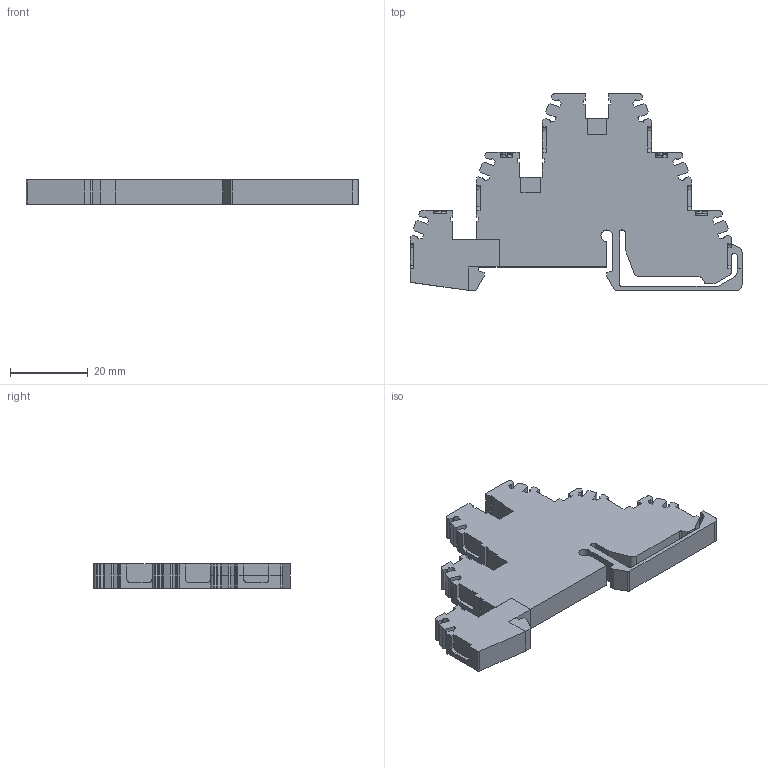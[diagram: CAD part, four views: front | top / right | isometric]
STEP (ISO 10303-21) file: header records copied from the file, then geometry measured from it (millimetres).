
FILE_DESCRIPTION((''),'2;1');
FILE_NAME('ASM0001_ASM','2022-09-21T15:10:58',('klemen.sitar'),('Audax d.o.o.'),'CREO PARAMETRIC BY PTC INC, 2021304','CREO PARAMETRIC BY PTC INC, 2021304','');
FILE_SCHEMA(('AP242_MANAGED_MODEL_BASED_3D_ENGINEERING_MIM_LF { 1 0 10303 442 1 1 4 }'));
Length unit declared in the file: millimetre
Products named in the file (4): TDE_2_GR; TLD_2_GR_1_1; 64_SCREW_1_1_1; ASM0001_ASM
Assembly tree (8 placements, depth 2):
  ASM0001_ASM
    TDE_2_GR
    TLD_2_GR_1_1
    64_SCREW_1_1_1  x6
Bounding box: 85.2 x 50.5 x 6.2 mm (x, y, z)
Volume: 14470.3 mm3; surface area: 8548.3 mm2
Topology: 9 solids, 9 shells, 582 faces, 1658 edges, 1085 vertices
Faces by surface type: plane 365, cylinder 121, cone 48, bspline 30, sphere 12, torus 6
Entity records: 18548 total; most frequent: CARTESIAN_POINT 2864, ORIENTED_EDGE 2088, DIRECTION 1942, PRESENTATION_STYLE_ASSIGNMENT 1299, STYLED_ITEM 1299, EDGE_CURVE 1044, CURVE_STYLE 930, VECTOR 840
